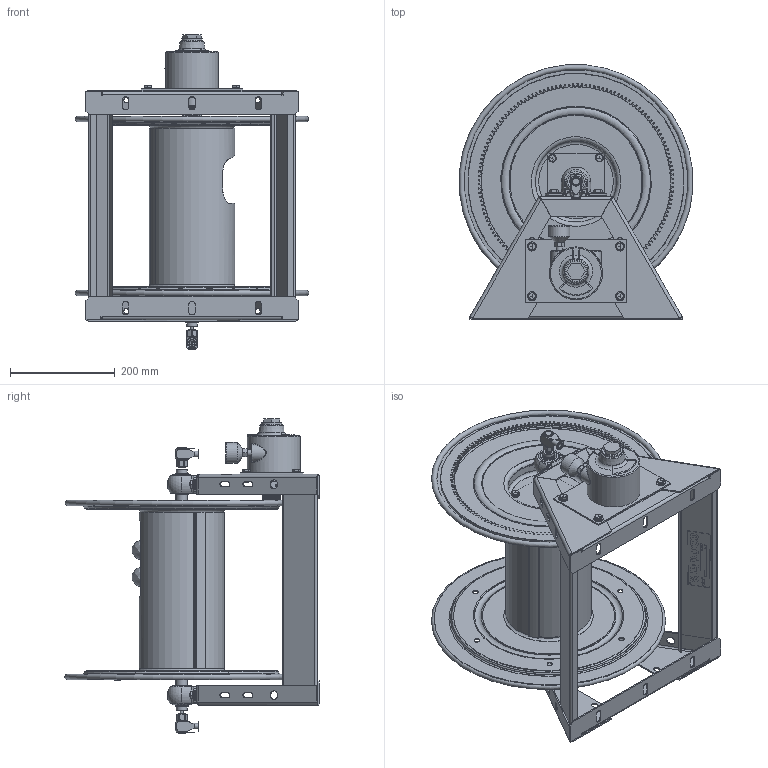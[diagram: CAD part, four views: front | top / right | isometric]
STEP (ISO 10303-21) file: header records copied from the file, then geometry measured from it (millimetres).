
FILE_DESCRIPTION(/* description */ (''),/* implementation_level */ '2;1');
FILE_NAME(/* name */ '1275HPL-C-12-A_SHARED.stp',/* time_stamp */ '2020-03-16T09:58:40-07:00',/* author */ ('NMelton'),/* organization */ (''),/* preprocessor_version */ 'ST-DEVELOPER v17',/* originating_system */ 'Autodesk Inventor 2019',/* authorisation */ '');
FILE_SCHEMA (('AUTOMOTIVE_DESIGN { 1 0 10303 214 3 1 1 }'));
Products named in the file (1): 1275HPL-C-12-A_SHARED
Bounding box: 446.63 x 485.83 x 600.34 mm (x, y, z)
Surface area: 1810144.2 mm2 (no closed solid volume)
Topology: 0 solids, 143 shells, 2849 faces, 9956 edges, 7015 vertices
Faces by surface type: cylinder 1149, plane 946, cone 317, bspline 263, torus 132, sphere 42
Full cylindrical faces by diameter (mm): 1.245 x4, 1.321 x4, 2.54 x1, 3.048 x1, 3.962 x1, 3.975 x3, 4.978 x2, 6.35 x1, 6.858 x1, 6.909 x2, 6.985 x4, 7.938 x6, 8.795 x1, 10.001 x3, 10.414 x6, 10.592 x2, 11.43 x11, 12.192 x5, 12.7 x5, 12.859 x4, 13.398 x2, 13.868 x2, 14.186 x3, 15.875 x2, 16.662 x4, 17.615 x8, 18.644 x2, 19.253 x2, 20.625 x4, 20.955 x4
Entity records: 124477 total; most frequent: CARTESIAN_POINT 41585, ORIENTED_EDGE 16000, DIRECTION 15606, EDGE_CURVE 9890, VERTEX_POINT 7015, AXIS2_PLACEMENT_3D 5701, LINE 4204, VECTOR 4204
